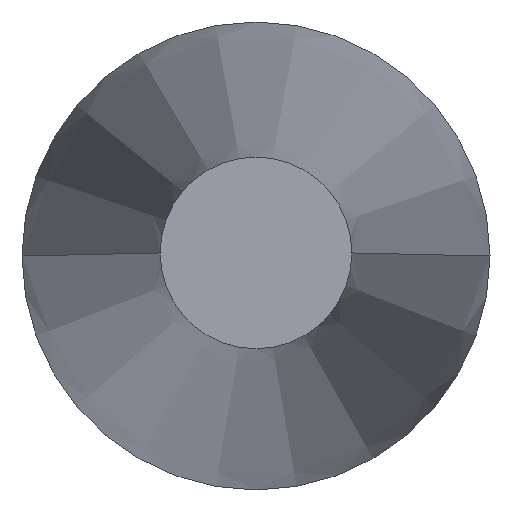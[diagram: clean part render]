
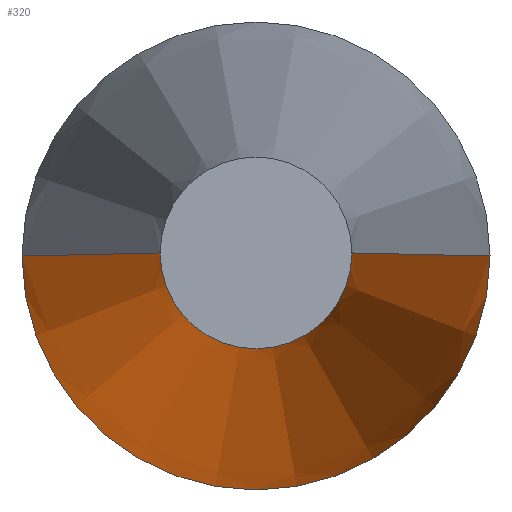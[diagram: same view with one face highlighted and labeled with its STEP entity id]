
A CAD part, top view. The second image highlights one B-rep face of the part: STEP entity #320.
In plain terms, the highlighted conical face has half-angle 4.5 degrees and reference radius 12 mm.
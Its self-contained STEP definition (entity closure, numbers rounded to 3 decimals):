
#13 = VERTEX_POINT ( 'NONE', #93 ) ;
#14 = CARTESIAN_POINT ( 'NONE',  ( 0., 0., 0. ) ) ;
#26 = CIRCLE ( 'NONE', #215, 12. ) ;
#35 = DIRECTION ( 'NONE',  ( -1., 0., 0. ) ) ;
#45 = AXIS2_PLACEMENT_3D ( 'NONE', #288, #239, #35 ) ;
#54 = VERTEX_POINT ( 'NONE', #70 ) ;
#64 = EDGE_CURVE ( 'NONE', #82, #270, #321, .T. ) ;
#70 = CARTESIAN_POINT ( 'NONE',  ( -12., 0., 0. ) ) ;
#78 = EDGE_LOOP ( 'NONE', ( #289, #325, #104, #130 ) ) ;
#82 = VERTEX_POINT ( 'NONE', #302 ) ;
#84 = DIRECTION ( 'NONE',  ( -0.078, 0., -0.997 ) ) ;
#86 = DIRECTION ( 'NONE',  ( 1., 0., 0. ) ) ;
#91 = CARTESIAN_POINT ( 'NONE',  ( 0., 0., 90. ) ) ;
#93 = CARTESIAN_POINT ( 'NONE',  ( 12., 0., 0. ) ) ;
#100 = FACE_OUTER_BOUND ( 'NONE', #78, .T. ) ;
#101 = VECTOR ( 'NONE', #84, 1000. ) ;
#104 = ORIENTED_EDGE ( 'NONE', *, *, #311, .T. ) ;
#112 = EDGE_CURVE ( 'NONE', #54, #13, #26, .T. ) ;
#130 = ORIENTED_EDGE ( 'NONE', *, *, #112, .T. ) ;
#137 = VECTOR ( 'NONE', #175, 1000. ) ;
#140 = DIRECTION ( 'NONE',  ( 1., 0., 0. ) ) ;
#162 = CONICAL_SURFACE ( 'NONE', #45, 12., 0.079 ) ;
#172 = AXIS2_PLACEMENT_3D ( 'NONE', #91, #201, #86 ) ;
#175 = DIRECTION ( 'NONE',  ( 0.078, 0., -0.997 ) ) ;
#187 = CARTESIAN_POINT ( 'NONE',  ( -12., 0., 0. ) ) ;
#201 = DIRECTION ( 'NONE',  ( 0., 0., 1. ) ) ;
#210 = EDGE_CURVE ( 'NONE', #270, #13, #282, .T. ) ;
#215 = AXIS2_PLACEMENT_3D ( 'NONE', #14, #250, #140 ) ;
#239 = DIRECTION ( 'NONE',  ( 0., 0., -1. ) ) ;
#250 = DIRECTION ( 'NONE',  ( 0., 0., 1. ) ) ;
#256 = CARTESIAN_POINT ( 'NONE',  ( 4.917, 0., 90. ) ) ;
#270 = VERTEX_POINT ( 'NONE', #256 ) ;
#282 = LINE ( 'NONE', #339, #137 ) ;
#288 = CARTESIAN_POINT ( 'NONE',  ( 0., 0., 0. ) ) ;
#289 = ORIENTED_EDGE ( 'NONE', *, *, #210, .F. ) ;
#302 = CARTESIAN_POINT ( 'NONE',  ( -4.917, 0., 90. ) ) ;
#311 = EDGE_CURVE ( 'NONE', #82, #54, #324, .T. ) ;
#320 = ADVANCED_FACE ( 'NONE', ( #100 ), #162, .T. ) ;
#321 = CIRCLE ( 'NONE', #172, 4.917 ) ;
#324 = LINE ( 'NONE', #187, #101 ) ;
#325 = ORIENTED_EDGE ( 'NONE', *, *, #64, .F. ) ;
#339 = CARTESIAN_POINT ( 'NONE',  ( 12., 0., 0. ) ) ;
